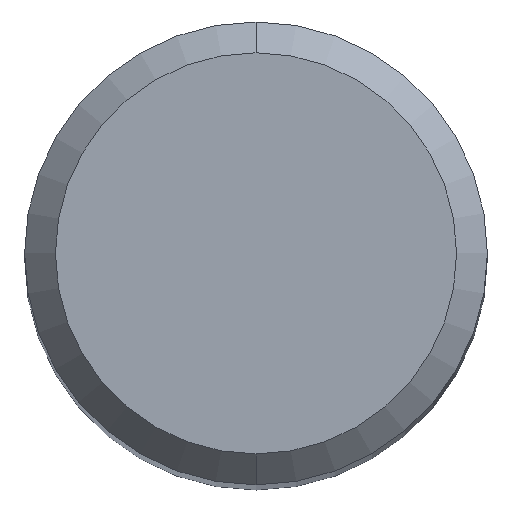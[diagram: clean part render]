
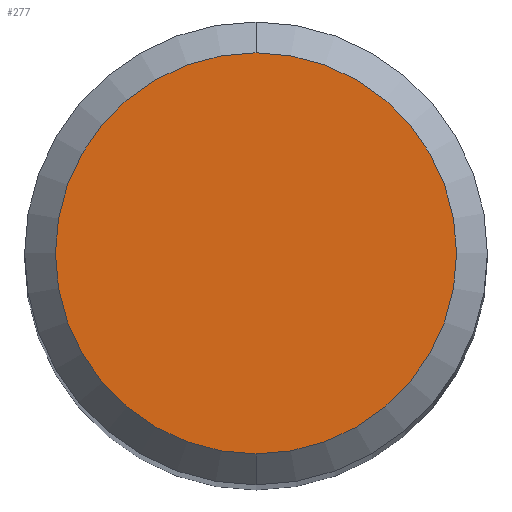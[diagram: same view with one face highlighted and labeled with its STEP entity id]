
A CAD part, top view. The second image highlights one B-rep face of the part: STEP entity #277.
In plain terms, the highlighted planar face has unit normal (0, 0, 1).
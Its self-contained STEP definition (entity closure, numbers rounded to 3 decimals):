
#247=EDGE_CURVE('',#411,#419,#570,.T.);
#277=ADVANCED_FACE('',(#605),#606,.T.);
#301=EDGE_CURVE('',#419,#411,#634,.T.);
#411=VERTEX_POINT('',#758);
#419=VERTEX_POINT('',#766);
#570=CIRCLE('',#996,2.6);
#605=FACE_OUTER_BOUND('',#1075,.T.);
#606=PLANE('',#1076);
#634=CIRCLE('',#1114,2.6);
#758=CARTESIAN_POINT('',(0.0,2.6,0.0));
#766=CARTESIAN_POINT('',(0.,-2.6,0.0));
#996=AXIS2_PLACEMENT_3D('',#1562,#1563,#1564);
#1075=EDGE_LOOP('',(#1606,#1607));
#1076=AXIS2_PLACEMENT_3D('',#1608,#1609,#1610);
#1114=AXIS2_PLACEMENT_3D('',#1648,#1649,#1650);
#1562=CARTESIAN_POINT('',(0.0,0.0,0.0));
#1563=DIRECTION('',(0.0,0.0,-1.0));
#1564=DIRECTION('',(0.0,1.0,0.0));
#1606=ORIENTED_EDGE('',*,*,#247,.F.);
#1607=ORIENTED_EDGE('',*,*,#301,.F.);
#1608=CARTESIAN_POINT('',(0.0,1.3,0.0));
#1609=DIRECTION('',(-0.0,0.0,1.0));
#1610=DIRECTION('',(0.0,-1.0,0.0));
#1648=CARTESIAN_POINT('',(0.0,0.0,0.0));
#1649=DIRECTION('',(0.0,0.0,-1.0));
#1650=DIRECTION('',(0.0,1.0,0.0));
